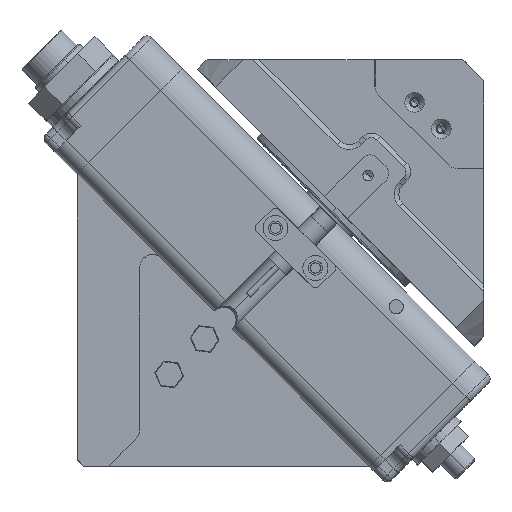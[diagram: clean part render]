
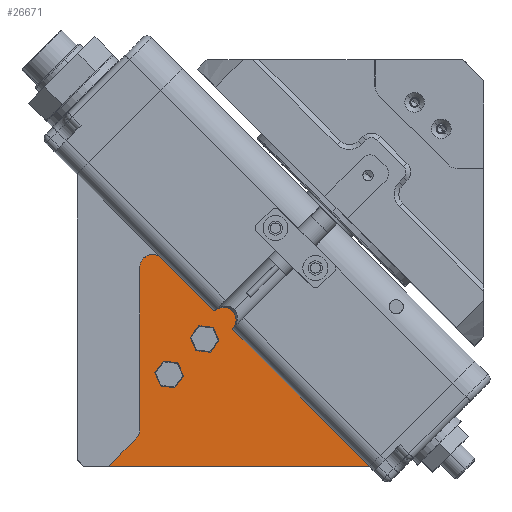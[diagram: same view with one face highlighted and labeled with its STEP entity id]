
A CAD part, top view. The second image highlights one B-rep face of the part: STEP entity #26671.
In plain terms, the highlighted planar face has unit normal (0, 0, 1).
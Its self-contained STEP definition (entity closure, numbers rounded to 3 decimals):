
#324 = CARTESIAN_POINT ( 'NONE',  ( 23.802, -21.978, 207.7 ) ) ;
#348 = LINE ( 'NONE', #8970, #30755 ) ;
#432 = VECTOR ( 'NONE', #43783, 1000. ) ;
#528 = VECTOR ( 'NONE', #20509, 1000. ) ;
#1125 = DIRECTION ( 'NONE',  ( 0., 0., -1. ) ) ;
#2661 = AXIS2_PLACEMENT_3D ( 'NONE', #15287, #1125, #19189 ) ;
#3647 = VECTOR ( 'NONE', #7790, 1000. ) ;
#3905 = EDGE_CURVE ( 'NONE', #32404, #32783, #36382, .T. ) ;
#3916 = CARTESIAN_POINT ( 'NONE',  ( 50.471, -38.99, 207.7 ) ) ;
#4972 = VERTEX_POINT ( 'NONE', #11424 ) ;
#5128 = EDGE_CURVE ( 'NONE', #9588, #15741, #8711, .T. ) ;
#5916 = CARTESIAN_POINT ( 'NONE',  ( 12.935, -19.06, 207.7 ) ) ;
#6339 = EDGE_CURVE ( 'NONE', #46562, #9588, #31773, .T. ) ;
#7267 = EDGE_CURVE ( 'NONE', #38608, #28950, #28307, .T. ) ;
#7790 = DIRECTION ( 'NONE',  ( 0.707, -0.707, 0. ) ) ;
#7883 = DIRECTION ( 'NONE',  ( -0.707, 0.707, 0. ) ) ;
#8213 = CARTESIAN_POINT ( 'NONE',  ( 53.506, -42.026, 207.7 ) ) ;
#8257 = AXIS2_PLACEMENT_3D ( 'NONE', #3916, #36481, #28873 ) ;
#8463 = CARTESIAN_POINT ( 'NONE',  ( 47.435, -35.955, 207.7 ) ) ;
#8711 = LINE ( 'NONE', #8463, #37431 ) ;
#8970 = CARTESIAN_POINT ( 'NONE',  ( 53.496, -41.683, 207.7 ) ) ;
#9058 = DIRECTION ( 'NONE',  ( -0.707, 0.707, 0. ) ) ;
#9367 = ORIENTED_EDGE ( 'NONE', *, *, #5128, .F. ) ;
#9588 = VERTEX_POINT ( 'NONE', #27704 ) ;
#9685 = DIRECTION ( 'NONE',  ( 1., 0., 0. ) ) ;
#9814 = EDGE_CURVE ( 'NONE', #41156, #42997, #38322, .T. ) ;
#11096 = DIRECTION ( 'NONE',  ( -0.707, -0.707, 0. ) ) ;
#11382 = EDGE_CURVE ( 'NONE', #4972, #24206, #28626, .T. ) ;
#11424 = CARTESIAN_POINT ( 'NONE',  ( 24.973, -19.15, 207.7 ) ) ;
#11537 = DIRECTION ( 'NONE',  ( -0.707, 0.707, 0. ) ) ;
#11703 = DIRECTION ( 'NONE',  ( 0., 0., 1. ) ) ;
#11836 = CARTESIAN_POINT ( 'NONE',  ( 25.592, -38.99, 207.7 ) ) ;
#12545 = EDGE_CURVE ( 'NONE', #32783, #17172, #15647, .T. ) ;
#12557 = EDGE_CURVE ( 'NONE', #46562, #17172, #33048, .T. ) ;
#13185 = VECTOR ( 'NONE', #11096, 1000. ) ;
#13352 = AXIS2_PLACEMENT_3D ( 'NONE', #14834, #11703, #11537 ) ;
#13567 = CARTESIAN_POINT ( 'NONE',  ( 25.067, -19.06, 207.7 ) ) ;
#13770 = CARTESIAN_POINT ( 'NONE',  ( 23.802, -73.588, 207.7 ) ) ;
#14095 = AXIS2_PLACEMENT_3D ( 'NONE', #37369, #16141, #9058 ) ;
#14834 = CARTESIAN_POINT ( 'NONE',  ( 27.802, -21.978, 207.7 ) ) ;
#15287 = CARTESIAN_POINT ( 'NONE',  ( 50.471, -38.99, 207.7 ) ) ;
#15647 = LINE ( 'NONE', #11836, #432 ) ;
#15713 = CARTESIAN_POINT ( 'NONE',  ( 97.14, -85.66, 207.7 ) ) ;
#15741 = VERTEX_POINT ( 'NONE', #35346 ) ;
#16141 = DIRECTION ( 'NONE',  ( 0., 0., 1. ) ) ;
#16538 = LINE ( 'NONE', #43363, #13185 ) ;
#16717 = EDGE_LOOP ( 'NONE', ( #36894, #41532, #41460, #24406, #44373, #18022, #29238, #21237, #29027, #31337, #35567, #9367, #22034, #23897 ) ) ;
#17172 = VERTEX_POINT ( 'NONE', #45879 ) ;
#17516 = CARTESIAN_POINT ( 'NONE',  ( 22.337, -77.124, 207.7 ) ) ;
#17945 = CARTESIAN_POINT ( 'NONE',  ( 53.506, -42.026, 207.7 ) ) ;
#18022 = ORIENTED_EDGE ( 'NONE', *, *, #7267, .T. ) ;
#18727 = DIRECTION ( 'NONE',  ( 0., 0., 1. ) ) ;
#19189 = DIRECTION ( 'NONE',  ( -0.707, 0.707, 0. ) ) ;
#19286 = DIRECTION ( 'NONE',  ( 1., -0.029, 0. ) ) ;
#19533 = CARTESIAN_POINT ( 'NONE',  ( 13.802, -85.66, 207.7 ) ) ;
#20509 = DIRECTION ( 'NONE',  ( 0., -1., 0. ) ) ;
#21237 = ORIENTED_EDGE ( 'NONE', *, *, #9814, .F. ) ;
#21720 = CIRCLE ( 'NONE', #2661, 4.05 ) ;
#22034 = ORIENTED_EDGE ( 'NONE', *, *, #6339, .F. ) ;
#23656 = CARTESIAN_POINT ( 'NONE',  ( 25.592, -19.06, 207.7 ) ) ;
#23897 = ORIENTED_EDGE ( 'NONE', *, *, #12557, .T. ) ;
#24206 = VERTEX_POINT ( 'NONE', #324 ) ;
#24406 = ORIENTED_EDGE ( 'NONE', *, *, #11382, .T. ) ;
#25937 = AXIS2_PLACEMENT_3D ( 'NONE', #25940, #18727, #7883 ) ;
#25940 = CARTESIAN_POINT ( 'NONE',  ( 27.802, -21.978, 207.7 ) ) ;
#26660 = DIRECTION ( 'NONE',  ( -1., 0., 0. ) ) ;
#26671 = ADVANCED_FACE ( 'NONE', ( #37526 ), #43433, .F. ) ;
#27629 = VERTEX_POINT ( 'NONE', #40274 ) ;
#27704 = CARTESIAN_POINT ( 'NONE',  ( 47.435, -35.955, 207.7 ) ) ;
#28284 = CARTESIAN_POINT ( 'NONE',  ( 97.14, -85.66, 207.7 ) ) ;
#28307 = CIRCLE ( 'NONE', #44569, 5. ) ;
#28626 = CIRCLE ( 'NONE', #13352, 4. ) ;
#28873 = DIRECTION ( 'NONE',  ( -0.707, 0.707, 0. ) ) ;
#28950 = VERTEX_POINT ( 'NONE', #17516 ) ;
#29027 = ORIENTED_EDGE ( 'NONE', *, *, #40781, .F. ) ;
#29198 = CARTESIAN_POINT ( 'NONE',  ( 30.63, -19.15, 207.7 ) ) ;
#29238 = ORIENTED_EDGE ( 'NONE', *, *, #39924, .T. ) ;
#29769 = LINE ( 'NONE', #42403, #528 ) ;
#29934 = CARTESIAN_POINT ( 'NONE',  ( 30.63, -19.15, 207.7 ) ) ;
#30755 = VECTOR ( 'NONE', #45182, 1000. ) ;
#31337 = ORIENTED_EDGE ( 'NONE', *, *, #45343, .F. ) ;
#31773 = LINE ( 'NONE', #29198, #3647 ) ;
#31937 = VERTEX_POINT ( 'NONE', #17945 ) ;
#32404 = VERTEX_POINT ( 'NONE', #13567 ) ;
#32783 = VERTEX_POINT ( 'NONE', #23656 ) ;
#32982 = VECTOR ( 'NONE', #9685, 1000. ) ;
#33048 = CIRCLE ( 'NONE', #25937, 4. ) ;
#35346 = CARTESIAN_POINT ( 'NONE',  ( 47.778, -35.965, 207.7 ) ) ;
#35567 = ORIENTED_EDGE ( 'NONE', *, *, #45555, .F. ) ;
#36125 = DIRECTION ( 'NONE',  ( -0.707, 0.707, 0. ) ) ;
#36270 = CARTESIAN_POINT ( 'NONE',  ( 18.802, -73.588, 207.7 ) ) ;
#36382 = LINE ( 'NONE', #5916, #32982 ) ;
#36481 = DIRECTION ( 'NONE',  ( 0., 0., -1. ) ) ;
#36894 = ORIENTED_EDGE ( 'NONE', *, *, #12545, .F. ) ;
#37369 = CARTESIAN_POINT ( 'NONE',  ( 27.802, -21.978, 207.7 ) ) ;
#37431 = VECTOR ( 'NONE', #19286, 1000. ) ;
#37526 = FACE_OUTER_BOUND ( 'NONE', #16717, .T. ) ;
#37812 = LINE ( 'NONE', #8213, #39547 ) ;
#38322 = LINE ( 'NONE', #15713, #41104 ) ;
#38608 = VERTEX_POINT ( 'NONE', #13770 ) ;
#39547 = VECTOR ( 'NONE', #43970, 1000. ) ;
#39924 = EDGE_CURVE ( 'NONE', #28950, #42997, #16538, .T. ) ;
#40268 = CIRCLE ( 'NONE', #14095, 4. ) ;
#40274 = CARTESIAN_POINT ( 'NONE',  ( 53.496, -41.683, 207.7 ) ) ;
#40781 = EDGE_CURVE ( 'NONE', #31937, #41156, #37812, .T. ) ;
#41104 = VECTOR ( 'NONE', #26660, 1000. ) ;
#41156 = VERTEX_POINT ( 'NONE', #28284 ) ;
#41460 = ORIENTED_EDGE ( 'NONE', *, *, #46572, .T. ) ;
#41532 = ORIENTED_EDGE ( 'NONE', *, *, #3905, .F. ) ;
#42258 = EDGE_CURVE ( 'NONE', #24206, #38608, #29769, .T. ) ;
#42403 = CARTESIAN_POINT ( 'NONE',  ( 23.802, -75.66, 207.7 ) ) ;
#42997 = VERTEX_POINT ( 'NONE', #19533 ) ;
#43363 = CARTESIAN_POINT ( 'NONE',  ( 13.802, -85.66, 207.7 ) ) ;
#43433 = PLANE ( 'NONE',  #8257 ) ;
#43783 = DIRECTION ( 'NONE',  ( 0., 1., 0. ) ) ;
#43970 = DIRECTION ( 'NONE',  ( 0.707, -0.707, 0. ) ) ;
#44012 = DIRECTION ( 'NONE',  ( 0., 0., -1. ) ) ;
#44373 = ORIENTED_EDGE ( 'NONE', *, *, #42258, .T. ) ;
#44569 = AXIS2_PLACEMENT_3D ( 'NONE', #36270, #44012, #36125 ) ;
#45182 = DIRECTION ( 'NONE',  ( 0.029, -1., 0. ) ) ;
#45343 = EDGE_CURVE ( 'NONE', #27629, #31937, #348, .T. ) ;
#45555 = EDGE_CURVE ( 'NONE', #15741, #27629, #21720, .T. ) ;
#45879 = CARTESIAN_POINT ( 'NONE',  ( 25.592, -18.644, 207.7 ) ) ;
#46562 = VERTEX_POINT ( 'NONE', #29934 ) ;
#46572 = EDGE_CURVE ( 'NONE', #32404, #4972, #40268, .T. ) ;
